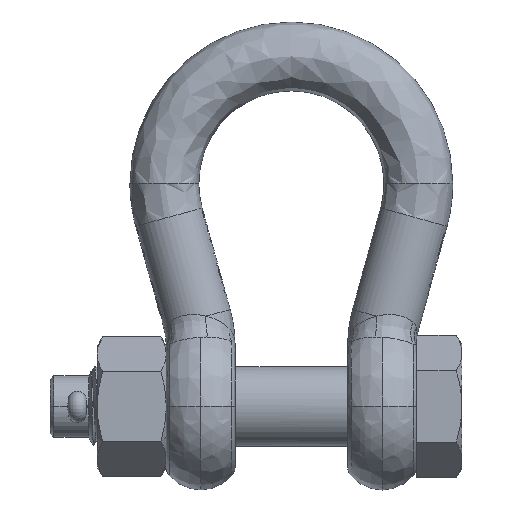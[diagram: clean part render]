
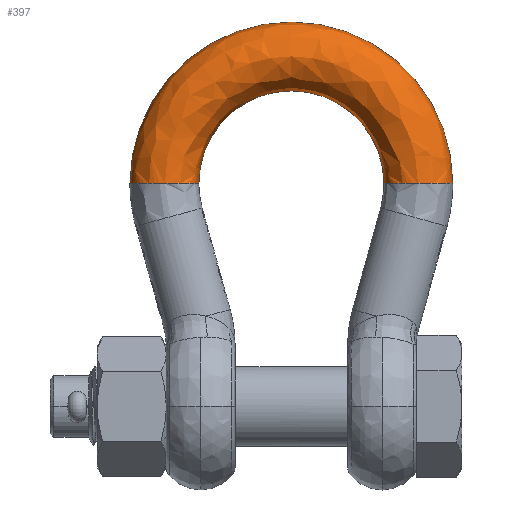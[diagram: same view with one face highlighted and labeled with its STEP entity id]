
A CAD part, top view. The second image highlights one B-rep face of the part: STEP entity #397.
In plain terms, the highlighted free-form (B-spline) face has degree [3, 3] with [4, 4] control points.
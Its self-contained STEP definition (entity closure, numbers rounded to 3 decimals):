
#397=ADVANCED_FACE('NONE',(#1398),#1399,.F.);
#1398=FACE_OUTER_BOUND('',#4611,.T.);
#1399=(B_SPLINE_SURFACE(3,3,((#4613,#4614,#4615,#4616),(#4617,#4618,#4619,#4620),(#4621,#4622,#4623,#4624),(#4625,#4626,#4627,#4628)),.UNSPECIFIED.,.F.,.F.,.F.)B_SPLINE_SURFACE_WITH_KNOTS((4,4),(4,4),(0.0,1.0),(0.0,1.0),.UNSPECIFIED.)RATIONAL_B_SPLINE_SURFACE(((1.0,0.333,0.333,1.0),(0.333,0.111,0.111,0.333),(0.333,0.111,0.111,0.333),(1.0,0.333,0.333,1.0)))BOUNDED_SURFACE()REPRESENTATION_ITEM('')GEOMETRIC_REPRESENTATION_ITEM()SURFACE());
#4611=EDGE_LOOP('',(#15959,#15960,#15961,#15962));
#4613=CARTESIAN_POINT('',(-25.505,61.5,0.));
#4614=CARTESIAN_POINT('',(-25.505,112.51,0.));
#4615=CARTESIAN_POINT('',(25.505,112.51,0.));
#4616=CARTESIAN_POINT('',(25.505,61.5,0.));
#4617=CARTESIAN_POINT('',(-25.505,61.5,18.99));
#4618=CARTESIAN_POINT('',(-25.505,112.51,18.99));
#4619=CARTESIAN_POINT('',(25.505,112.51,18.99));
#4620=CARTESIAN_POINT('',(25.505,61.5,18.99));
#4621=CARTESIAN_POINT('',(-44.495,61.5,18.99));
#4622=CARTESIAN_POINT('',(-44.495,150.49,18.99));
#4623=CARTESIAN_POINT('',(44.495,150.49,18.99));
#4624=CARTESIAN_POINT('',(44.495,61.5,18.99));
#4625=CARTESIAN_POINT('',(-44.495,61.5,0.));
#4626=CARTESIAN_POINT('',(-44.495,150.49,0.));
#4627=CARTESIAN_POINT('',(44.495,150.49,0.));
#4628=CARTESIAN_POINT('',(44.495,61.5,0.));
#15959=ORIENTED_EDGE('',*,*,#19769,.F.);
#15960=ORIENTED_EDGE('',*,*,#19794,.F.);
#15961=ORIENTED_EDGE('',*,*,#19795,.T.);
#15962=ORIENTED_EDGE('',*,*,#19792,.F.);
#19769=EDGE_CURVE('NONE',#22391,#22390,#22393,.T.);
#19792=EDGE_CURVE('NONE',#22390,#22429,#22430,.T.);
#19794=EDGE_CURVE('NONE',#22431,#22391,#22433,.T.);
#19795=EDGE_CURVE('NONE',#22431,#22429,#22434,.T.);
#22390=VERTEX_POINT('NONE',#30252);
#22391=VERTEX_POINT('NONE',#30253);
#22393=B_SPLINE_CURVE_WITH_KNOTS('',3,(#30299,#30300,#30301,#30302,#30303,#30304,#30305,#30306,#30307,#30308,#30309,#30310,#30311,#30312,#30313,#30314,#30315,#30316,#30317,#30318,#30319,#30320,#30321,#30322,#30323,#30324,#30325,#30326,#30327,#30328,#30329,#30330,#30331,#30332,#30333,#30334,#30335,#30336,#30337,#30338,#30339,#30340,#30341,#30342,#30343),.UNSPECIFIED.,.F.,.F.,(4,2,2,2,2,2,2,2,1,2,2,2,2,2,2,2,2,2,2,2,2,2,4),(0.0,0.002,0.003,0.004,0.006,0.007,0.009,0.01,0.011,0.012,0.013,0.015,0.016,0.017,0.019,0.019,0.02,0.022,0.024,0.025,0.026,0.028,0.03),.UNSPECIFIED.);
#22429=VERTEX_POINT('NONE',#30499);
#22430=CIRCLE('',#30500,44.495);
#22431=VERTEX_POINT('NONE',#30501);
#22433=CIRCLE('',#30547,25.505);
#22434=B_SPLINE_CURVE_WITH_KNOTS('',3,(#30548,#30549,#30550,#30551,#30552,#30553,#30554,#30555,#30556,#30557,#30558,#30559,#30560,#30561,#30562,#30563,#30564,#30565,#30566,#30567,#30568,#30569,#30570,#30571,#30572,#30573,#30574,#30575,#30576,#30577,#30578,#30579,#30580,#30581,#30582,#30583,#30584,#30585,#30586,#30587,#30588,#30589,#30590,#30591,#30592),.UNSPECIFIED.,.F.,.F.,(4,2,2,2,2,2,2,2,1,2,2,2,2,2,2,2,2,2,2,2,2,2,4),(0.0,0.002,0.003,0.004,0.006,0.007,0.009,0.01,0.011,0.012,0.013,0.015,0.016,0.017,0.019,0.019,0.02,0.022,0.024,0.025,0.026,0.028,0.03),.UNSPECIFIED.);
#30252=CARTESIAN_POINT('',(-44.495,61.5,0.));
#30253=CARTESIAN_POINT('',(-25.505,61.5,0.));
#30299=CARTESIAN_POINT('',(-25.505,61.5,0.));
#30300=CARTESIAN_POINT('',(-25.505,61.5,0.627));
#30301=CARTESIAN_POINT('',(-25.567,61.5,1.244));
#30302=CARTESIAN_POINT('',(-25.747,61.5,2.154));
#30303=CARTESIAN_POINT('',(-25.823,61.5,2.455));
#30304=CARTESIAN_POINT('',(-26.003,61.5,3.051));
#30305=CARTESIAN_POINT('',(-26.109,61.5,3.348));
#30306=CARTESIAN_POINT('',(-26.467,61.5,4.21));
#30307=CARTESIAN_POINT('',(-26.758,61.5,4.755));
#30308=CARTESIAN_POINT('',(-27.447,61.5,5.787));
#30309=CARTESIAN_POINT('',(-27.848,61.5,6.276));
#30310=CARTESIAN_POINT('',(-28.724,61.5,7.152));
#30311=CARTESIAN_POINT('',(-29.202,61.5,7.545));
#30312=CARTESIAN_POINT('',(-29.98,61.5,8.066));
#30313=CARTESIAN_POINT('',(-30.25,61.5,8.227));
#30314=CARTESIAN_POINT('',(-30.798,61.5,8.52));
#30315=CARTESIAN_POINT('',(-31.358,61.5,8.785));
#30316=CARTESIAN_POINT('',(-31.94,61.5,8.994));
#30317=CARTESIAN_POINT('',(-32.535,61.5,9.175));
#30318=CARTESIAN_POINT('',(-32.839,61.5,9.251));
#30319=CARTESIAN_POINT('',(-33.758,61.5,9.434));
#30320=CARTESIAN_POINT('',(-34.374,61.5,9.495));
#30321=CARTESIAN_POINT('',(-35.303,61.5,9.495));
#30322=CARTESIAN_POINT('',(-35.614,61.5,9.48));
#30323=CARTESIAN_POINT('',(-36.236,61.5,9.419));
#30324=CARTESIAN_POINT('',(-36.546,61.5,9.373));
#30325=CARTESIAN_POINT('',(-37.459,61.5,9.192));
#30326=CARTESIAN_POINT('',(-38.051,61.5,9.013));
#30327=CARTESIAN_POINT('',(-38.913,61.5,8.657));
#30328=CARTESIAN_POINT('',(-39.198,61.5,8.522));
#30329=CARTESIAN_POINT('',(-39.748,61.5,8.228));
#30330=CARTESIAN_POINT('',(-40.014,61.5,8.069));
#30331=CARTESIAN_POINT('',(-40.786,61.5,7.554));
#30332=CARTESIAN_POINT('',(-41.266,61.5,7.162));
#30333=CARTESIAN_POINT('',(-42.152,61.5,6.276));
#30334=CARTESIAN_POINT('',(-42.546,61.5,5.796));
#30335=CARTESIAN_POINT('',(-43.062,61.5,5.025));
#30336=CARTESIAN_POINT('',(-43.222,61.5,4.759));
#30337=CARTESIAN_POINT('',(-43.516,61.5,4.21));
#30338=CARTESIAN_POINT('',(-43.651,61.5,3.926));
#30339=CARTESIAN_POINT('',(-44.009,61.5,3.063));
#30340=CARTESIAN_POINT('',(-44.189,61.5,2.471));
#30341=CARTESIAN_POINT('',(-44.432,61.5,1.255));
#30342=CARTESIAN_POINT('',(-44.495,61.5,0.627));
#30343=CARTESIAN_POINT('',(-44.495,61.5,0.));
#30499=CARTESIAN_POINT('',(44.495,61.5,0.));
#30500=AXIS2_PLACEMENT_3D('',#38275,#38276,#38277);
#30501=CARTESIAN_POINT('',(25.505,61.5,0.));
#30547=AXIS2_PLACEMENT_3D('',#38278,#38279,#38280);
#30548=CARTESIAN_POINT('',(25.505,61.5,0.));
#30549=CARTESIAN_POINT('',(25.505,61.5,0.627));
#30550=CARTESIAN_POINT('',(25.567,61.5,1.244));
#30551=CARTESIAN_POINT('',(25.747,61.5,2.154));
#30552=CARTESIAN_POINT('',(25.823,61.5,2.455));
#30553=CARTESIAN_POINT('',(26.003,61.5,3.051));
#30554=CARTESIAN_POINT('',(26.109,61.5,3.348));
#30555=CARTESIAN_POINT('',(26.467,61.5,4.21));
#30556=CARTESIAN_POINT('',(26.758,61.5,4.755));
#30557=CARTESIAN_POINT('',(27.447,61.5,5.787));
#30558=CARTESIAN_POINT('',(27.848,61.5,6.276));
#30559=CARTESIAN_POINT('',(28.724,61.5,7.152));
#30560=CARTESIAN_POINT('',(29.202,61.5,7.545));
#30561=CARTESIAN_POINT('',(29.98,61.5,8.066));
#30562=CARTESIAN_POINT('',(30.25,61.5,8.227));
#30563=CARTESIAN_POINT('',(30.798,61.5,8.52));
#30564=CARTESIAN_POINT('',(31.358,61.5,8.785));
#30565=CARTESIAN_POINT('',(31.94,61.5,8.994));
#30566=CARTESIAN_POINT('',(32.535,61.5,9.175));
#30567=CARTESIAN_POINT('',(32.839,61.5,9.251));
#30568=CARTESIAN_POINT('',(33.758,61.5,9.434));
#30569=CARTESIAN_POINT('',(34.374,61.5,9.495));
#30570=CARTESIAN_POINT('',(35.303,61.5,9.495));
#30571=CARTESIAN_POINT('',(35.614,61.5,9.48));
#30572=CARTESIAN_POINT('',(36.236,61.5,9.419));
#30573=CARTESIAN_POINT('',(36.546,61.5,9.373));
#30574=CARTESIAN_POINT('',(37.459,61.5,9.192));
#30575=CARTESIAN_POINT('',(38.051,61.5,9.013));
#30576=CARTESIAN_POINT('',(38.913,61.5,8.657));
#30577=CARTESIAN_POINT('',(39.198,61.5,8.522));
#30578=CARTESIAN_POINT('',(39.748,61.5,8.228));
#30579=CARTESIAN_POINT('',(40.014,61.5,8.069));
#30580=CARTESIAN_POINT('',(40.786,61.5,7.554));
#30581=CARTESIAN_POINT('',(41.266,61.5,7.162));
#30582=CARTESIAN_POINT('',(42.152,61.5,6.276));
#30583=CARTESIAN_POINT('',(42.546,61.5,5.796));
#30584=CARTESIAN_POINT('',(43.062,61.5,5.025));
#30585=CARTESIAN_POINT('',(43.222,61.5,4.759));
#30586=CARTESIAN_POINT('',(43.516,61.5,4.21));
#30587=CARTESIAN_POINT('',(43.651,61.5,3.926));
#30588=CARTESIAN_POINT('',(44.009,61.5,3.063));
#30589=CARTESIAN_POINT('',(44.189,61.5,2.471));
#30590=CARTESIAN_POINT('',(44.432,61.5,1.255));
#30591=CARTESIAN_POINT('',(44.495,61.5,0.627));
#30592=CARTESIAN_POINT('',(44.495,61.5,0.));
#38275=CARTESIAN_POINT('',(0.0,61.5,0.));
#38276=DIRECTION('',(0.0,0.0,-1.0));
#38277=DIRECTION('',(-1.0,0.0,0.0));
#38278=CARTESIAN_POINT('',(0.0,61.5,0.));
#38279=DIRECTION('',(0.0,0.0,1.0));
#38280=DIRECTION('',(-1.0,0.0,0.0));
